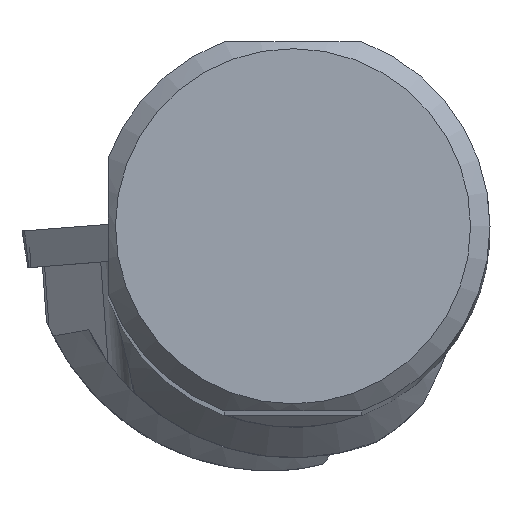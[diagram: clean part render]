
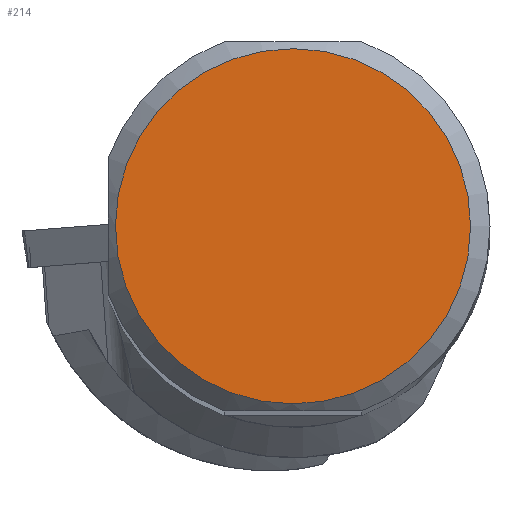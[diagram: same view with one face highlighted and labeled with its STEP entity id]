
A CAD part, top view. The second image highlights one B-rep face of the part: STEP entity #214.
In plain terms, the highlighted planar face has unit normal (0, 0, 1).
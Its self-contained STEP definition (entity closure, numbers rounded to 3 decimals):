
#167=FACE_OUTER_BOUND('',#415,.T.);
#214=ADVANCED_FACE('CU_SU_BP3',(#167),#246,.T.);
#246=PLANE('',#1101);
#415=EDGE_LOOP('',(#588));
#588=ORIENTED_EDGE('',*,*,#881,.T.);
#772=VERTEX_POINT('',#1843);
#881=EDGE_CURVE('',#772,#772,#933,.T.);
#933=CIRCLE('',#1100,22.888);
#1100=AXIS2_PLACEMENT_3D('',#1842,#1330,#1331);
#1101=AXIS2_PLACEMENT_3D('',#1844,#1332,#1333);
#1330=DIRECTION('',(0.,0.,1.));
#1331=DIRECTION('',(1.,0.,0.));
#1332=DIRECTION('',(0.,0.,1.));
#1333=DIRECTION('',(1.,0.,0.));
#1842=CARTESIAN_POINT('',(0.,0.,0.));
#1843=CARTESIAN_POINT('',(22.888,0.,0.));
#1844=CARTESIAN_POINT('',(0.,0.,
0.));
